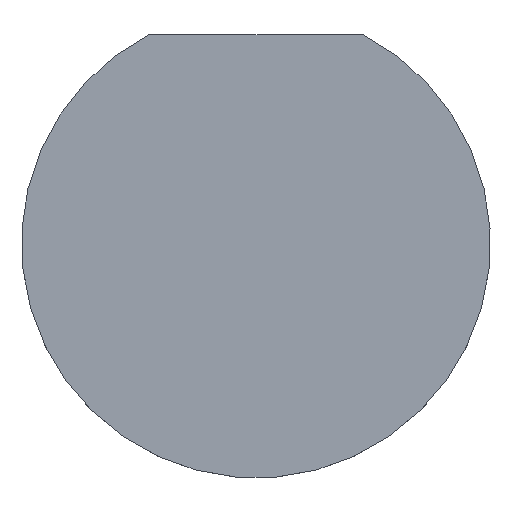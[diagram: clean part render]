
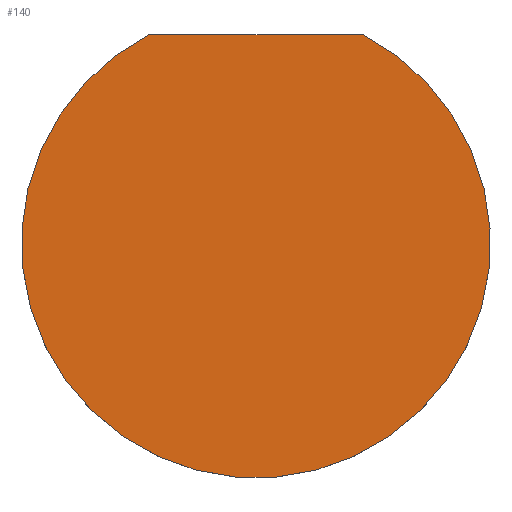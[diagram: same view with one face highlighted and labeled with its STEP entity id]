
A CAD part, top view. The second image highlights one B-rep face of the part: STEP entity #140.
In plain terms, the highlighted planar face has unit normal (0, 0, 1).
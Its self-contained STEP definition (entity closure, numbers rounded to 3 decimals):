
#24=PLANE('',#172);
#34=FACE_OUTER_BOUND('',#46,.T.);
#46=EDGE_LOOP('',(#127,#128));
#53=LINE('',#252,#61);
#61=VECTOR('',#213,10.);
#69=CIRCLE('',#168,2.857);
#77=VERTEX_POINT('',#243);
#78=VERTEX_POINT('',#244);
#91=EDGE_CURVE('',#77,#78,#69,.T.);
#95=EDGE_CURVE('',#78,#77,#53,.T.);
#127=ORIENTED_EDGE('',*,*,#95,.F.);
#128=ORIENTED_EDGE('',*,*,#91,.F.);
#140=ADVANCED_FACE('',(#34),#24,.F.);
#168=AXIS2_PLACEMENT_3D('',#245,#205,#206);
#172=AXIS2_PLACEMENT_3D('',#255,#217,#218);
#205=DIRECTION('center_axis',(0.,0.,-1.));
#206=DIRECTION('ref_axis',(-1.,0.,0.));
#213=DIRECTION('',(1.,0.,0.));
#217=DIRECTION('center_axis',(0.,0.,-1.));
#218=DIRECTION('ref_axis',(-1.,0.,0.));
#243=CARTESIAN_POINT('',(29.682,6.843,3.425));
#244=CARTESIAN_POINT('',(27.067,6.843,3.425));
#245=CARTESIAN_POINT('Origin',(28.375,4.303,3.425));
#252=CARTESIAN_POINT('',(29.028,6.843,3.425));
#255=CARTESIAN_POINT('Origin',(28.375,4.303,3.425));
